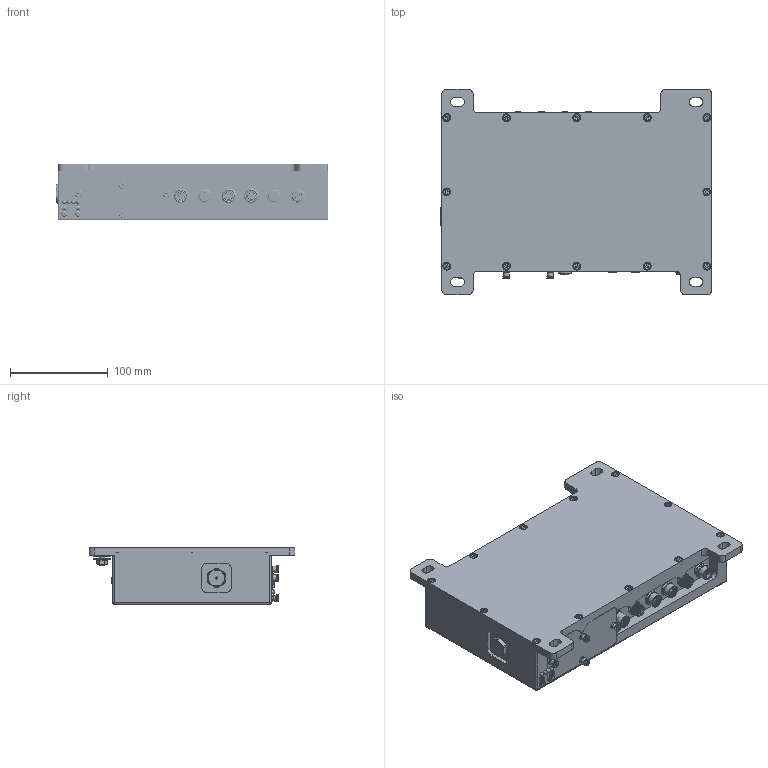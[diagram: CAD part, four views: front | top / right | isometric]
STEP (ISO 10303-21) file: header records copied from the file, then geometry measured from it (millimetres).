
FILE_DESCRIPTION(/* description */ (''),/* implementation_level */ '2;1');
FILE_NAME(/* name */ 'COMPACT RPC SL81.stp',/* time_stamp */ '2019-05-22T09:38:50+02:00',/* author */ ('AM'),/* organization */ (''),/* preprocessor_version */ 'ST-DEVELOPER v17.2',/* originating_system */ 'Autodesk Inventor 2019',/* authorisation */ '');
FILE_SCHEMA (('AUTOMOTIVE_DESIGN { 1 0 10303 214 3 1 1 }'));
Products named in the file (1): COMPACT RPC SL81_Shrinkwrap_1
Bounding box: 277.65 x 210 x 58 mm (x, y, z)
Volume: 2553266.1 mm3; surface area: 173123.2 mm2
Topology: 1 solids, 7 shells, 3270 faces, 9680 edges, 6446 vertices
Faces by surface type: plane 1766, cylinder 823, bspline 386, cone 213, torus 76, sphere 6
Full cylindrical faces by diameter (mm): 0.1 x4, 0.8 x16, 0.97 x4, 1 x5, 1.096 x5, 1.1 x14, 1.5 x4, 2 x1, 2.2 x1, 3 x2, 4.08 x4, 4.61 x4, 5.33 x4, 5.7 x2, 6 x2, 6.35 x8, 7 x16, 8 x14, 8.05 x2, 8.3 x2, 10.2 x4, 10.45 x2, 10.5 x2, 11 x4, 11.999 x2, 12 x23, 12.2 x6, 13 x1, 13.5 x2, 17.435 x1
Entity records: 221673 total; most frequent: CARTESIAN_POINT 134586, ORIENTED_EDGE 19279, DIRECTION 15608, EDGE_CURVE 9649, VERTEX_POINT 6446, AXIS2_PLACEMENT_3D 5749, LINE 4110, VECTOR 4110
